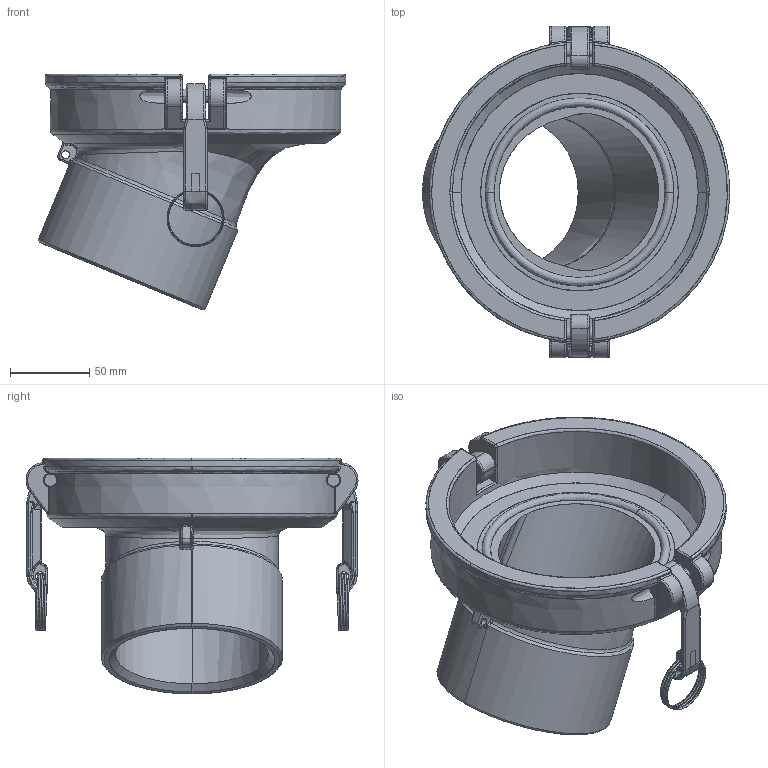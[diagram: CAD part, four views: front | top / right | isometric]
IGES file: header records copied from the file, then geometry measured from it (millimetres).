
Start section: SolidWorks IGES file using analytic representation for surfaces
Global section: file name: VKA4G_Abgabe-Adapter 4in BSP.IGS; native system: SolidWorks 2014; preprocessor: SolidWorks 2014; author: LarsenR; date: 150303.131304; units: millimetre
Bounding box: 194.47 x 210 x 149.18 mm (x, y, z)
Surface area: 159102.1 mm2 (no closed solid volume)
Topology: 0 solids, 0 shells, 525 faces, 4307 edges, 4288 vertices
Faces by surface type: bspline 317, revolution 208
